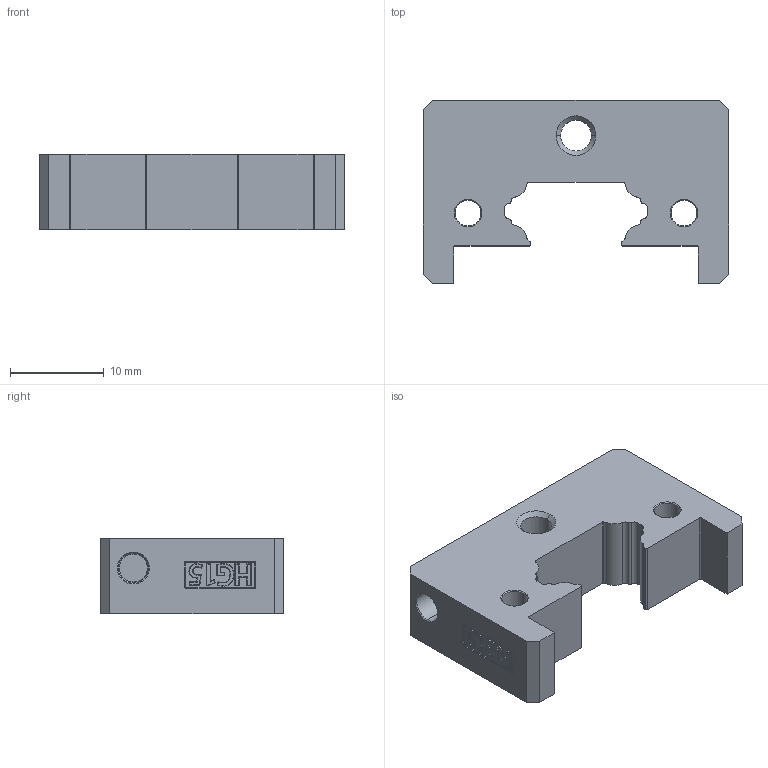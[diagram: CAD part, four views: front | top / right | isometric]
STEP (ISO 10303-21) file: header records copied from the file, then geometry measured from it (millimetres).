
FILE_DESCRIPTION (( 'STEP AP214' ), '1' );
FILE_NAME ('HGx15CA End Cap.STEP', '2018-04-02T05:41:30', ( '' ), ( '' ), 'SwSTEP 2.0', 'SolidWorks 2017', '' );
FILE_SCHEMA (( 'AUTOMOTIVE_DESIGN' ));
Length unit declared in the file: millimetre
Products named in the file (1): HGx15CA End Cap
Bounding box: 32.5 x 19.5 x 8 mm (x, y, z)
Volume: 3283.3 mm3; surface area: 2212.4 mm2
Topology: 1 solids, 1 shells, 354 faces, 864 edges, 526 vertices
Faces by surface type: plane 134, cylinder 128, bspline 52, cone 26, torus 14
Entity records: 12341 total; most frequent: CARTESIAN_POINT 4488, ORIENTED_EDGE 1728, DIRECTION 1458, EDGE_CURVE 864, VERTEX_POINT 526, LINE 520, VECTOR 520, AXIS2_PLACEMENT_3D 469
